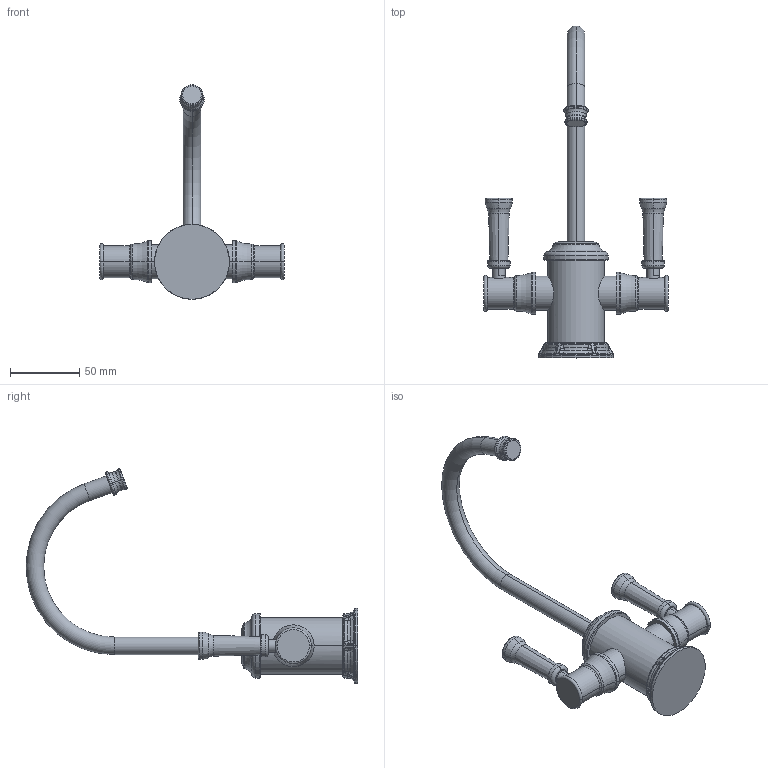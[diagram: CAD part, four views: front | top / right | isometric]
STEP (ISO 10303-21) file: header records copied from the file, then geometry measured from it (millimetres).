
FILE_DESCRIPTION((''),'2;1');
FILE_NAME('3210-5603','2021-04-22T12:06:46',('jinson.thomas'),(''),'CREO PARAMETRIC BY PTC INC, 2018400','CREO PARAMETRIC BY PTC INC, 2018400','');
FILE_SCHEMA(('CONFIG_CONTROL_DESIGN'));
Length unit declared in the file: inch
Products named in the file (1): 3210-5603
Bounding box: 133.1 x 239.4 x 154.71 mm (x, y, z)
Volume: 217140.1 mm3; surface area: 42384 mm2
Topology: 1 solids, 1 shells, 312 faces, 676 edges, 382 vertices
Faces by surface type: bspline 114, torus 106, cylinder 48, plane 28, cone 12, revolution 4
Entity records: 14907 total; most frequent: CARTESIAN_POINT 8671, ORIENTED_EDGE 1352, DIRECTION 1268, EDGE_CURVE 676, AXIS2_PLACEMENT_3D 604, CIRCLE 410, VERTEX_POINT 382, EDGE_LOOP 328
